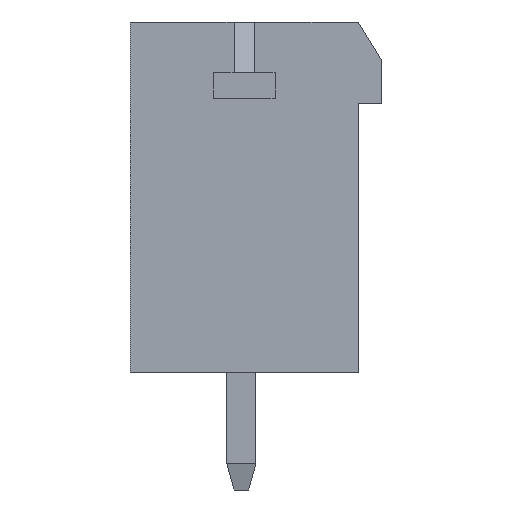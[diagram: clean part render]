
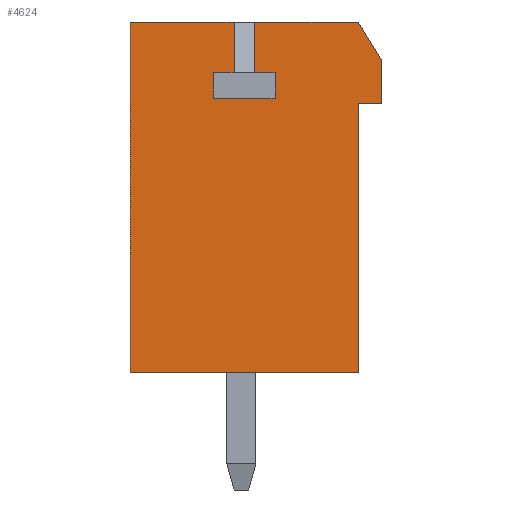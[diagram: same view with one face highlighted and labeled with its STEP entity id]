
A CAD part, left-side view. The second image highlights one B-rep face of the part: STEP entity #4624.
In plain terms, the highlighted planar face has unit normal (-1, 0, 0).
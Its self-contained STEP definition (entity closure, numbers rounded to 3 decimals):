
#110=ORIENTED_EDGE('',*,*,#1464,.T.);
#111=ORIENTED_EDGE('',*,*,#1465,.T.);
#112=ORIENTED_EDGE('',*,*,#1466,.T.);
#113=ORIENTED_EDGE('',*,*,#1467,.T.);
#114=ORIENTED_EDGE('',*,*,#1468,.T.);
#115=ORIENTED_EDGE('',*,*,#1469,.T.);
#116=ORIENTED_EDGE('',*,*,#1470,.T.);
#117=ORIENTED_EDGE('',*,*,#1471,.T.);
#118=ORIENTED_EDGE('',*,*,#1472,.T.);
#119=ORIENTED_EDGE('',*,*,#1473,.T.);
#120=ORIENTED_EDGE('',*,*,#1474,.T.);
#121=ORIENTED_EDGE('',*,*,#1475,.T.);
#122=ORIENTED_EDGE('',*,*,#1476,.T.);
#123=ORIENTED_EDGE('',*,*,#1477,.T.);
#124=ORIENTED_EDGE('',*,*,#1478,.T.);
#1464=EDGE_CURVE('',#2141,#2142,#2589,.T.);
#1465=EDGE_CURVE('',#2142,#2143,#2590,.T.);
#1466=EDGE_CURVE('',#2143,#2144,#2591,.T.);
#1467=EDGE_CURVE('',#2144,#2145,#2592,.T.);
#1468=EDGE_CURVE('',#2145,#2146,#2593,.T.);
#1469=EDGE_CURVE('',#2146,#2147,#2594,.T.);
#1470=EDGE_CURVE('',#2147,#2148,#2595,.T.);
#1471=EDGE_CURVE('',#2148,#2149,#2596,.T.);
#1472=EDGE_CURVE('',#2149,#2150,#2597,.T.);
#1473=EDGE_CURVE('',#2150,#2151,#2598,.T.);
#1474=EDGE_CURVE('',#2151,#2152,#2599,.T.);
#1475=EDGE_CURVE('',#2152,#2153,#2600,.T.);
#1476=EDGE_CURVE('',#2153,#2154,#2601,.T.);
#1477=EDGE_CURVE('',#2154,#2155,#2602,.T.);
#1478=EDGE_CURVE('',#2155,#2141,#2603,.T.);
#2141=VERTEX_POINT('',#6418);
#2142=VERTEX_POINT('',#6419);
#2143=VERTEX_POINT('',#6421);
#2144=VERTEX_POINT('',#6423);
#2145=VERTEX_POINT('',#6425);
#2146=VERTEX_POINT('',#6427);
#2147=VERTEX_POINT('',#6429);
#2148=VERTEX_POINT('',#6431);
#2149=VERTEX_POINT('',#6433);
#2150=VERTEX_POINT('',#6435);
#2151=VERTEX_POINT('',#6437);
#2152=VERTEX_POINT('',#6439);
#2153=VERTEX_POINT('',#6441);
#2154=VERTEX_POINT('',#6443);
#2155=VERTEX_POINT('',#6445);
#2589=LINE('',#6417,#3224);
#2590=LINE('',#6420,#3225);
#2591=LINE('',#6422,#3226);
#2592=LINE('',#6424,#3227);
#2593=LINE('',#6426,#3228);
#2594=LINE('',#6428,#3229);
#2595=LINE('',#6430,#3230);
#2596=LINE('',#6432,#3231);
#2597=LINE('',#6434,#3232);
#2598=LINE('',#6436,#3233);
#2599=LINE('',#6438,#3234);
#2600=LINE('',#6440,#3235);
#2601=LINE('',#6442,#3236);
#2602=LINE('',#6444,#3237);
#2603=LINE('',#6446,#3238);
#3224=VECTOR('',#5194,1000.);
#3225=VECTOR('',#5195,1000.);
#3226=VECTOR('',#5196,1000.);
#3227=VECTOR('',#5197,1000.);
#3228=VECTOR('',#5198,1000.);
#3229=VECTOR('',#5199,1000.);
#3230=VECTOR('',#5200,1000.);
#3231=VECTOR('',#5201,1000.);
#3232=VECTOR('',#5202,1000.);
#3233=VECTOR('',#5203,1000.);
#3234=VECTOR('',#5204,1000.);
#3235=VECTOR('',#5205,1000.);
#3236=VECTOR('',#5206,1000.);
#3237=VECTOR('',#5207,1000.);
#3238=VECTOR('',#5208,1000.);
#3859=EDGE_LOOP('',(#110,#111,#112,#113,#114,#115,#116,#117,#118,#119,#120,
#121,#122,#123,#124));
#4128=FACE_BOUND('',#3859,.T.);
#4397=PLANE('',#4896);
#4624=ADVANCED_FACE('',(#4128),#4397,.T.);
#4896=AXIS2_PLACEMENT_3D('',#6416,#5192,#5193);
#5192=DIRECTION('',(-1.,0.,0.));
#5193=DIRECTION('',(0.,0.,1.));
#5194=DIRECTION('',(0.,1.,0.));
#5195=DIRECTION('',(0.,0.,-1.));
#5196=DIRECTION('',(0.,-1.,0.));
#5197=DIRECTION('',(0.,0.,-1.));
#5198=DIRECTION('',(0.,1.,0.));
#5199=DIRECTION('',(0.,0.,1.));
#5200=DIRECTION('',(0.,-1.,0.));
#5201=DIRECTION('',(0.,0.,1.));
#5202=DIRECTION('',(0.,1.,0.));
#5203=DIRECTION('',(0.,0.,-1.));
#5204=DIRECTION('',(0.,-1.,0.));
#5205=DIRECTION('',(0.,0.,1.));
#5206=DIRECTION('',(0.,-1.,0.));
#5207=DIRECTION('',(0.,0.,1.));
#5208=DIRECTION('',(0.,0.524,0.852));
#6416=CARTESIAN_POINT('',(-16.24,0.,0.));
#6417=CARTESIAN_POINT('',(-16.24,-3.9,6.));
#6418=CARTESIAN_POINT('',(-16.24,-3.9,6.));
#6419=CARTESIAN_POINT('',(-16.24,-0.35,6.));
#6420=CARTESIAN_POINT('',(-16.24,-0.35,6.));
#6421=CARTESIAN_POINT('',(-16.24,-0.35,4.26));
#6422=CARTESIAN_POINT('',(-16.24,-0.35,4.26));
#6423=CARTESIAN_POINT('',(-16.24,-1.051,4.26));
#6424=CARTESIAN_POINT('',(-16.24,-1.051,4.26));
#6425=CARTESIAN_POINT('',(-16.24,-1.051,3.4));
#6426=CARTESIAN_POINT('',(-16.24,-1.051,3.4));
#6427=CARTESIAN_POINT('',(-16.24,1.051,3.4));
#6428=CARTESIAN_POINT('',(-16.24,1.051,3.4));
#6429=CARTESIAN_POINT('',(-16.24,1.051,4.26));
#6430=CARTESIAN_POINT('',(-16.24,1.051,4.26));
#6431=CARTESIAN_POINT('',(-16.24,0.35,4.26));
#6432=CARTESIAN_POINT('',(-16.24,0.35,4.26));
#6433=CARTESIAN_POINT('',(-16.24,0.35,6.));
#6434=CARTESIAN_POINT('',(-16.24,-3.9,6.));
#6435=CARTESIAN_POINT('',(-16.24,3.9,6.));
#6436=CARTESIAN_POINT('',(-16.24,3.9,6.));
#6437=CARTESIAN_POINT('',(-16.24,3.9,-6.));
#6438=CARTESIAN_POINT('',(-16.24,3.9,-6.));
#6439=CARTESIAN_POINT('',(-16.24,-3.9,-6.));
#6440=CARTESIAN_POINT('',(-16.24,-3.9,-6.));
#6441=CARTESIAN_POINT('',(-16.24,-3.9,3.2));
#6442=CARTESIAN_POINT('',(-16.24,-3.9,3.2));
#6443=CARTESIAN_POINT('',(-16.24,-4.7,3.2));
#6444=CARTESIAN_POINT('',(-16.24,-4.7,3.2));
#6445=CARTESIAN_POINT('',(-16.24,-4.7,4.7));
#6446=CARTESIAN_POINT('',(-16.24,-4.7,4.7));
